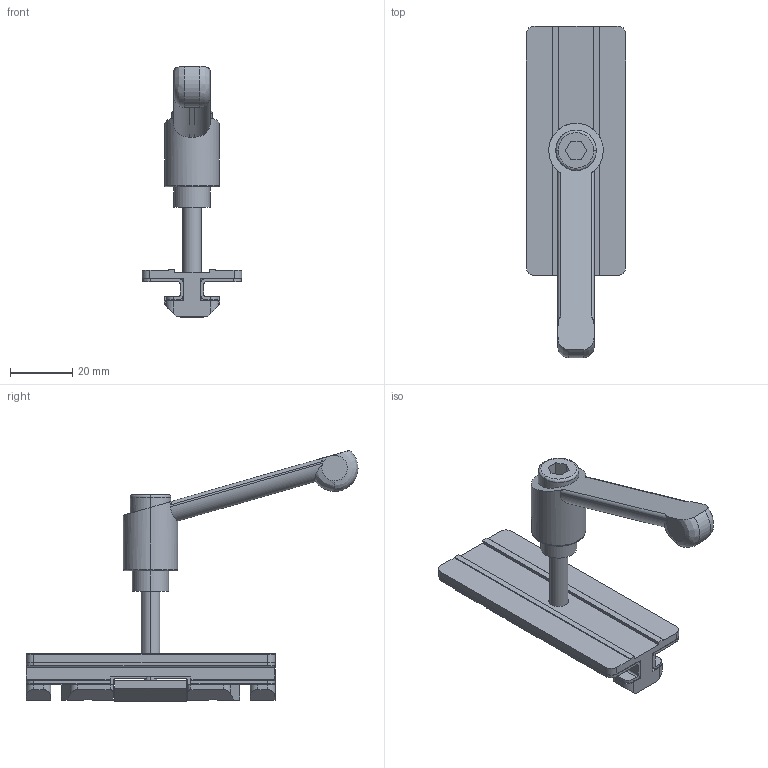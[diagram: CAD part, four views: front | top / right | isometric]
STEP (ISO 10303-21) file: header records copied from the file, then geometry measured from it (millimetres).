
FILE_DESCRIPTION (( 'STEP AP214' ), '1' );
FILE_NAME ('7728020', '2019-02-04T09:49:05', ( '' ), ('JUGARD+KÜNSTNER GmbH'), 'SwSTEP 2.0', 'SolidWorks 2017', '' );
FILE_SCHEMA (( 'AUTOMOTIVE_DESIGN' ));
Length unit declared in the file: millimetre
Products named in the file (4): Kopie von Klemmhebel^7728020; 7728020_CNAJF00; Kopie von Schlittenklemmung^7728020; Kopie von Gleiter-8+Schlittenkl.^7728020
Assembly tree (3 placements, depth 2):
  7728020_CNAJF00
    Kopie von Gleiter-8+Schlittenkl.^7728020
    Kopie von Schlittenklemmung^7728020
    Kopie von Klemmhebel^7728020
Bounding box: 32 x 106.65 x 80.75 mm (x, y, z)
Volume: 28693.8 mm3; surface area: 17325.1 mm2
Topology: 3 solids, 4 shells, 259 faces, 731 edges, 480 vertices
Faces by surface type: plane 161, cylinder 84, bspline 14
Entity records: 9881 total; most frequent: CARTESIAN_POINT 2243, ORIENTED_EDGE 1462, DIRECTION 1331, EDGE_CURVE 731, LINE 513, VECTOR 513, VERTEX_POINT 480, AXIS2_PLACEMENT_3D 409
